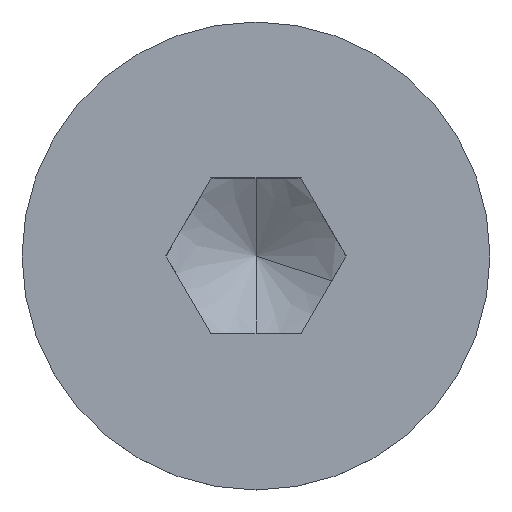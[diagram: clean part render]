
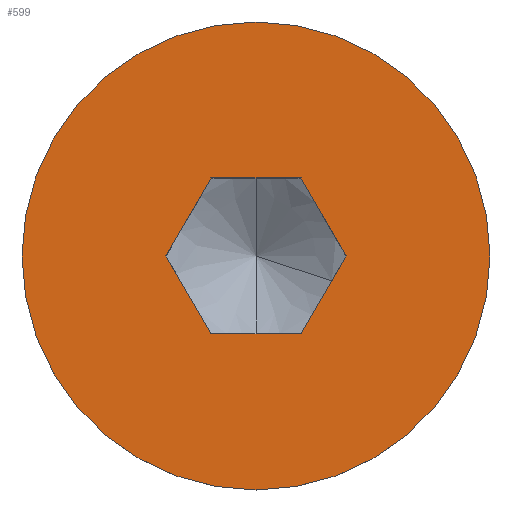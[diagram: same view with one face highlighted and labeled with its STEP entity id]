
A CAD part, top view. The second image highlights one B-rep face of the part: STEP entity #599.
In plain terms, the highlighted planar face has unit normal (0, 0, 1).
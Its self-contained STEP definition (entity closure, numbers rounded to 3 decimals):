
#209=CARTESIAN_POINT('',(-0.,3.,0.));
#210=VERTEX_POINT('',#209);
#217=CARTESIAN_POINT('',(0.,-3.,-0.));
#218=VERTEX_POINT('',#217);
#219=CARTESIAN_POINT('',(0.,0.,0.));
#220=DIRECTION('',(0.,0.,-1.));
#221=DIRECTION('',(0.,1.,0.));
#222=AXIS2_PLACEMENT_3D('',#219,#220,#221);
#223=CIRCLE('',#222,3.);
#224=EDGE_CURVE('',#210,#218,#223,.T.);
#383=CARTESIAN_POINT('',(0.577,1.,0.));
#384=VERTEX_POINT('',#383);
#385=CARTESIAN_POINT('',(1.155,0.,0.));
#386=VERTEX_POINT('',#385);
#387=CARTESIAN_POINT('',(0.577,1.,0.));
#388=DIRECTION('',(0.5,-0.866,-0.));
#389=VECTOR('',#388,1.155);
#390=LINE('',#387,#389);
#391=EDGE_CURVE('',#384,#386,#390,.T.);
#423=CARTESIAN_POINT('',(0.577,-1.,0.));
#424=VERTEX_POINT('',#423);
#425=CARTESIAN_POINT('',(1.155,0.,0.));
#426=DIRECTION('',(-0.5,-0.866,-0.));
#427=VECTOR('',#426,1.155);
#428=LINE('',#425,#427);
#429=EDGE_CURVE('',#386,#424,#428,.T.);
#462=CARTESIAN_POINT('',(-0.577,-1.,-0.));
#463=VERTEX_POINT('',#462);
#464=CARTESIAN_POINT('',(0.577,-1.,0.));
#465=DIRECTION('',(-1.,0.,-0.));
#466=VECTOR('',#465,1.155);
#467=LINE('',#464,#466);
#468=EDGE_CURVE('',#424,#463,#467,.T.);
#515=CARTESIAN_POINT('',(-1.155,-0.,-0.));
#516=VERTEX_POINT('',#515);
#517=CARTESIAN_POINT('',(-0.577,-1.,-0.));
#518=DIRECTION('',(-0.5,0.866,-0.));
#519=VECTOR('',#518,1.155);
#520=LINE('',#517,#519);
#521=EDGE_CURVE('',#463,#516,#520,.T.);
#539=CARTESIAN_POINT('',(-0.577,1.,0.));
#540=VERTEX_POINT('',#539);
#541=CARTESIAN_POINT('',(-0.577,1.,0.));
#542=DIRECTION('',(1.,0.,0.));
#543=VECTOR('',#542,1.155);
#544=LINE('',#541,#543);
#545=EDGE_CURVE('',#540,#384,#544,.T.);
#564=CARTESIAN_POINT('',(-1.155,-0.,-0.));
#565=DIRECTION('',(0.5,0.866,0.));
#566=VECTOR('',#565,1.155);
#567=LINE('',#564,#566);
#568=EDGE_CURVE('',#516,#540,#567,.T.);
#576=CARTESIAN_POINT('',(-0.,1.5,0.));
#577=DIRECTION('',(-0.,-0.,1.));
#578=DIRECTION('',(0.,-1.,-0.));
#579=AXIS2_PLACEMENT_3D('',#576,#577,#578);
#580=PLANE('',#579);
#581=ORIENTED_EDGE('',*,*,#521,.T.);
#582=ORIENTED_EDGE('',*,*,#568,.T.);
#583=ORIENTED_EDGE('',*,*,#545,.T.);
#584=ORIENTED_EDGE('',*,*,#391,.T.);
#585=ORIENTED_EDGE('',*,*,#429,.T.);
#586=ORIENTED_EDGE('',*,*,#468,.T.);
#587=EDGE_LOOP('',(#581,#582,#583,#584,#585,#586));
#588=FACE_BOUND('',#587,.T.);
#589=ORIENTED_EDGE('',*,*,#224,.F.);
#590=CARTESIAN_POINT('',(0.,0.,0.));
#591=DIRECTION('',(0.,0.,-1.));
#592=DIRECTION('',(0.,1.,0.));
#593=AXIS2_PLACEMENT_3D('',#590,#591,#592);
#594=CIRCLE('',#593,3.);
#595=EDGE_CURVE('',#218,#210,#594,.T.);
#596=ORIENTED_EDGE('',*,*,#595,.F.);
#597=EDGE_LOOP('',(#589,#596));
#598=FACE_BOUND('',#597,.T.);
#599=ADVANCED_FACE('',(#588,#598),#580,.T.);
